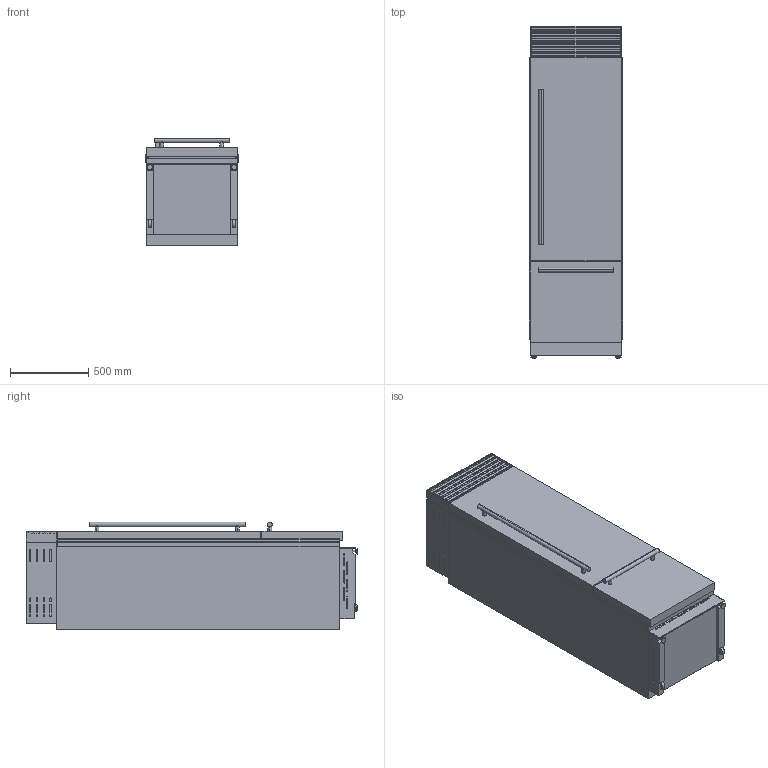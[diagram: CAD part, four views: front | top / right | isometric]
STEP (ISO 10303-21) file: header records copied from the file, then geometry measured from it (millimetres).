
FILE_DESCRIPTION (( 'STEP AP214' ), '1' );
FILE_NAME ('XS_599_0T_ST_3.STEP', '2017-07-05T07:32:56', ( '' ), ( '' ), 'SwSTEP 2.0', 'SolidWorks 2013', '' );
FILE_SCHEMA (( 'AUTOMOTIVE_DESIGN' ));
Length unit declared in the file: millimetre
Products named in the file (1): XS_599_0T_ST_3
Bounding box: 599 x 2120 x 688 mm (x, y, z)
Volume: 737045524.5 mm3; surface area: 9904499.1 mm2
Topology: 8 solids, 8 shells, 522 faces, 1367 edges, 898 vertices
Faces by surface type: plane 313, cylinder 193, torus 12, cone 4
Entity records: 18261 total; most frequent: CARTESIAN_POINT 3206, DIRECTION 2807, ORIENTED_EDGE 2734, EDGE_CURVE 1367, LINE 949, VECTOR 949, AXIS2_PLACEMENT_3D 929, VERTEX_POINT 898
